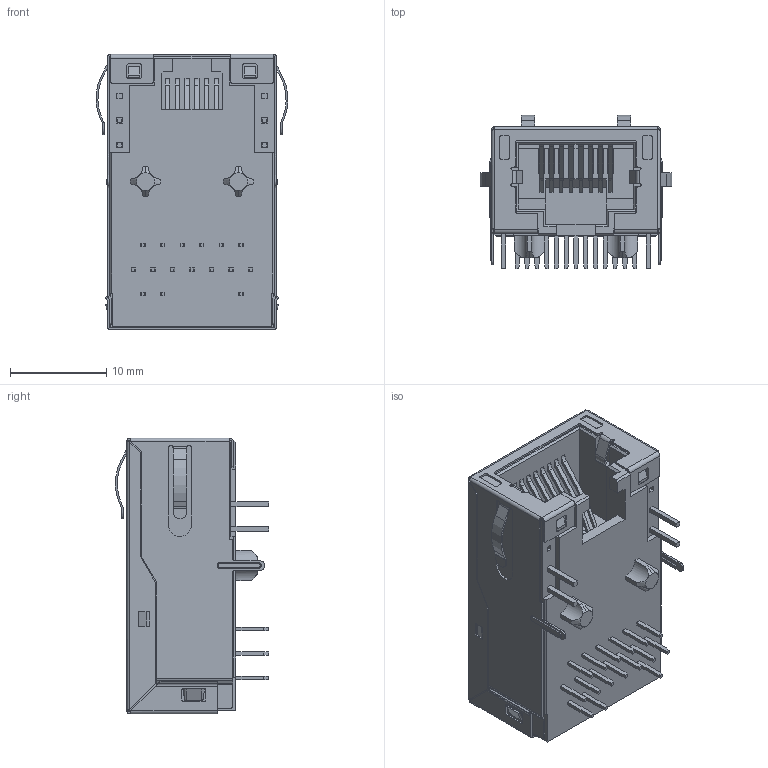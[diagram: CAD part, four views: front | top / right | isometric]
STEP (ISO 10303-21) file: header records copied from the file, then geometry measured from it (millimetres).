
FILE_DESCRIPTION((''),'2;1');
FILE_NAME('30802_ASM','2018-06-20T',('d32172'),(''),'CREO PARAMETRIC BY PTC INC, 2014500','CREO PARAMETRIC BY PTC INC, 2014500','');
FILE_SCHEMA(('CONFIG_CONTROL_DESIGN'));
Length unit declared in the file: millimetre
Products named in the file (1): 30802_ASM
Bounding box: 19.92 x 15.9 x 28.58 mm (x, y, z)
Volume: 4464.7 mm3; surface area: 5055.4 mm2
Topology: 1 solids, 3 shells, 1134 faces, 3081 edges, 1980 vertices
Faces by surface type: plane 845, cylinder 223, bspline 50, cone 12, torus 4
Entity records: 36931 total; most frequent: CARTESIAN_POINT 8330, ORIENTED_EDGE 6162, DIRECTION 5545, EDGE_CURVE 3081, VECTOR 2487, LINE 2487, VERTEX_POINT 1980, AXIS2_PLACEMENT_3D 1529
